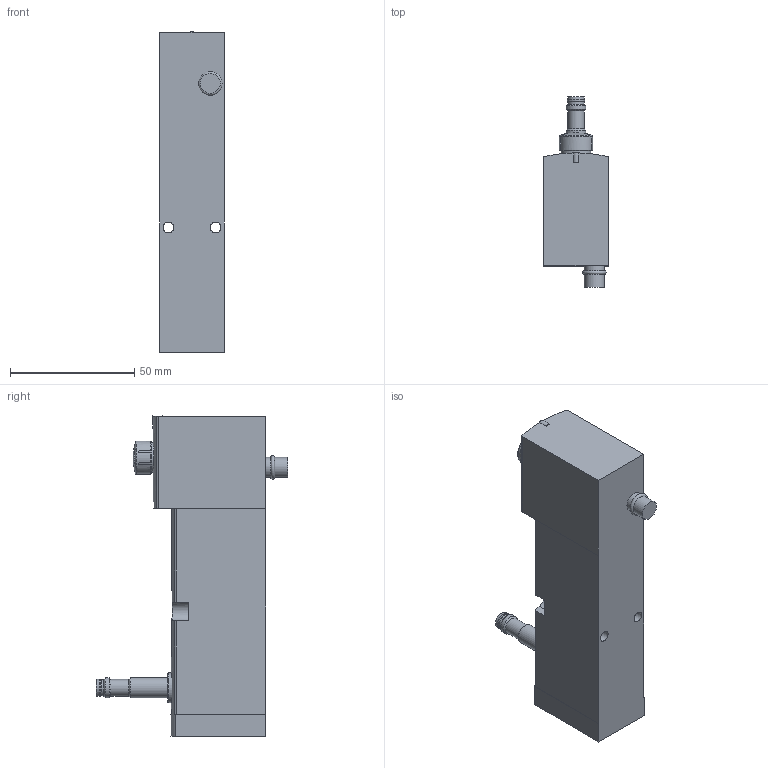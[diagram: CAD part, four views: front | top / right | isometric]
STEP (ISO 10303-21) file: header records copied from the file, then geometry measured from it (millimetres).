
FILE_DESCRIPTION(/* description */ ('STEP AP214'),/* implementation_level */ '2;1');
FILE_NAME(/* name */ '8033073_VSVA-B-M52-MZ-A1-1T1L-APP',/* time_stamp */ '2024-09-17T07:29:07+02:00',/* author */ ('License CC BY-ND 4.0'),/* organization */ ('CADENAS'),/* preprocessor_version */ 'ST-DEVELOPER v19.3',/* originating_system */ 'PARTsolutions',/* authorisation */ ' ');
FILE_SCHEMA (('AUTOMOTIVE_DESIGN {1 0 10303 214 3 1 1}'));
Length unit declared in the file: millimetre
Products named in the file (3): 8033073 VSVA-B-M52-MZ-A1-1T1L-APP; 8033073 VSVA-B-M52-MZ-A1-1T1L-APP---(part); 541011 VAMC-S6-CS
Assembly tree (2 placements, depth 2):
  8033073 VSVA-B-M52-MZ-A1-1T1L-APP
    8033073 VSVA-B-M52-MZ-A1-1T1L-APP---(part)
    541011 VAMC-S6-CS
Bounding box: 26.2 x 76.95 x 129.18 mm (x, y, z)
Volume: 132573 mm3; surface area: 22091 mm2
Topology: 2 solids, 2 shells, 151 faces, 394 edges, 256 vertices
Faces by surface type: plane 74, cylinder 57, cone 13, torus 5, sphere 2
Full cylindrical faces by diameter (mm): 1.2 x2, 4.3 x2, 6.5 x1, 6.773 x1, 6.9 x1, 8 x4, 11.8 x1, 12 x2, 13 x1, 13.4 x1
Entity records: 5695 total; most frequent: CARTESIAN_POINT 954, DIRECTION 761, ORIENTED_EDGE 722, EDGE_CURVE 361, AXIS2_PLACEMENT_3D 291, VERTEX_POINT 251, EDGE_LOOP 196, FACE_BOUND 196
